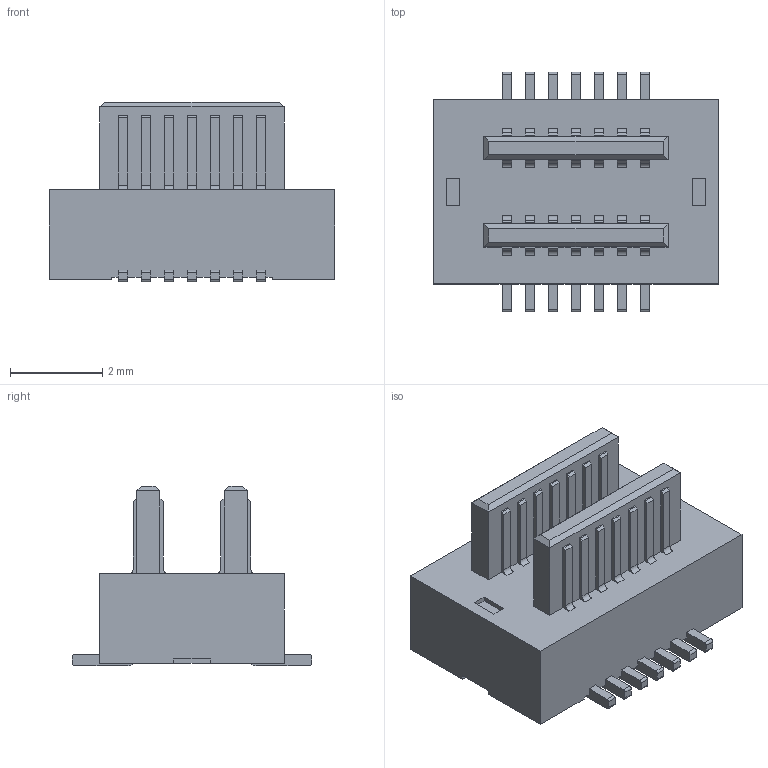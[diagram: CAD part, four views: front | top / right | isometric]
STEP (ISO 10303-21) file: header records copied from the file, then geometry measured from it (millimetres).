
FILE_DESCRIPTION (( 'STEP AP214' ), '1' );
FILE_NAME ('FBB05003-M14S1003K6MH20-REF.STEP', '2024-08-13T06:32:39', ( '' ), ( '' ), 'SwSTEP 2.0', 'SolidWorks 2021', '' );
FILE_SCHEMA (( 'AUTOMOTIVE_DESIGN' ));
Length unit declared in the file: millimetre
Products named in the file (1): FBB05003-M14S1003K6MH20-REF
Bounding box: 6.2 x 5.2 x 3.9 mm (x, y, z)
Volume: 55.9 mm3; surface area: 145.2 mm2
Topology: 1 solids, 1 shells, 368 faces, 1050 edges, 688 vertices
Faces by surface type: plane 298, cylinder 70
Entity records: 11888 total; most frequent: CARTESIAN_POINT 2107, ORIENTED_EDGE 2100, DIRECTION 1956, EDGE_CURVE 1050, LINE 882, VECTOR 882, VERTEX_POINT 688, AXIS2_PLACEMENT_3D 537
